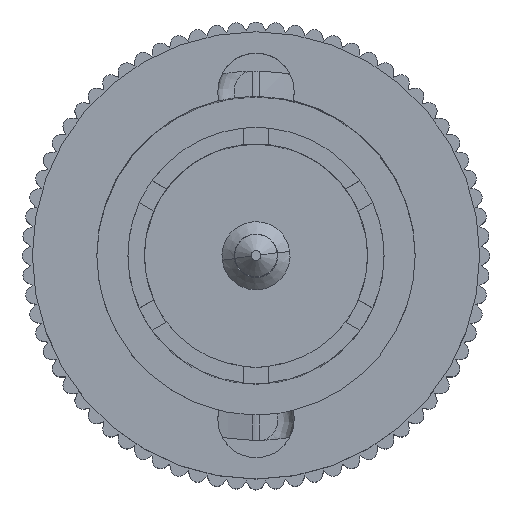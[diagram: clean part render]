
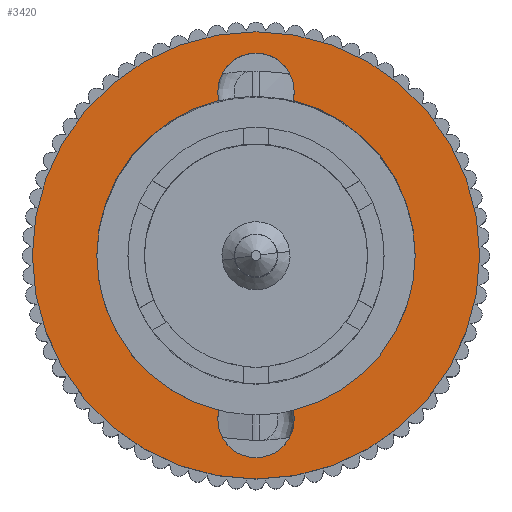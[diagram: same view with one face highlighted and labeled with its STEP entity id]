
A CAD part, top view. The second image highlights one B-rep face of the part: STEP entity #3420.
In plain terms, the highlighted planar face has unit normal (0, 0, 1).
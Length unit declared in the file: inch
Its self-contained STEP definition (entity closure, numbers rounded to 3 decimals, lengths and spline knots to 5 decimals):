
#3198 = DIRECTION ( 'NONE',  ( 1., 0., 0. ) ) ;
#3199 = DIRECTION ( 'NONE',  ( 0., 0., 1. ) ) ;
#3240 = DIRECTION ( 'NONE',  ( 1., 0., 0. ) ) ;
#3241 = DIRECTION ( 'NONE',  ( 0., 0., 1. ) ) ;
#3244 = CARTESIAN_POINT ( 'NONE',  ( 0., 0., 0. ) ) ;
#3245 = AXIS2_PLACEMENT_3D ( 'NONE', #3244, #3241, #3240 ) ;
#3246 = CIRCLE ( 'NONE', #3245, 0.194 ) ;
#3254 = CIRCLE ( 'NONE', #3258, 0.194 ) ;
#3257 = CARTESIAN_POINT ( 'NONE',  ( 0., 0., 0. ) ) ;
#3258 = AXIS2_PLACEMENT_3D ( 'NONE', #3257, #3199, #3198 ) ;
#3278 = CARTESIAN_POINT ( 'NONE',  ( 0.0451, 0.18868, 0. ) ) ;
#3299 = CARTESIAN_POINT ( 'NONE',  ( 0.0451, -0.18868, 0. ) ) ;
#3420 = ADVANCED_FACE ( 'NONE', ( #7678, #7677 ), #7676, .T. ) ;
#3459 = EDGE_LOOP ( 'NONE', ( #3518, #3599, #3669, #3670, #3600, #3516, #3517, #3511, #3512, #3514 ) ) ;
#3492 = EDGE_CURVE ( 'NONE', #3605, #3604, #8075, .T. ) ;
#3510 = EDGE_CURVE ( 'NONE', #5152, #5233, #8099, .T. ) ;
#3511 = ORIENTED_EDGE ( 'NONE', *, *, #5254, .F. ) ;
#3512 = ORIENTED_EDGE ( 'NONE', *, *, #3513, .F. ) ;
#3513 = EDGE_CURVE ( 'NONE', #5051, #5252, #8094, .T. ) ;
#3514 = ORIENTED_EDGE ( 'NONE', *, *, #5050, .F. ) ;
#3515 = EDGE_LOOP ( 'NONE', ( #3596, #3597 ) ) ;
#3516 = ORIENTED_EDGE ( 'NONE', *, *, #5132, .F. ) ;
#3517 = ORIENTED_EDGE ( 'NONE', *, *, #5281, .F. ) ;
#3518 = ORIENTED_EDGE ( 'NONE', *, *, #3601, .F. ) ;
#3596 = ORIENTED_EDGE ( 'NONE', *, *, #3492, .T. ) ;
#3597 = ORIENTED_EDGE ( 'NONE', *, *, #3598, .T. ) ;
#3598 = EDGE_CURVE ( 'NONE', #3604, #3605, #7876, .T. ) ;
#3599 = ORIENTED_EDGE ( 'NONE', *, *, #5237, .F. ) ;
#3600 = ORIENTED_EDGE ( 'NONE', *, *, #5158, .F. ) ;
#3601 = EDGE_CURVE ( 'NONE', #5238, #5056, #7950, .T. ) ;
#3604 = VERTEX_POINT ( 'NONE', #7937 ) ;
#3605 = VERTEX_POINT ( 'NONE', #7936 ) ;
#3669 = ORIENTED_EDGE ( 'NONE', *, *, #5210, .F. ) ;
#3670 = ORIENTED_EDGE ( 'NONE', *, *, #3510, .F. ) ;
#5050 = EDGE_CURVE ( 'NONE', #5056, #5051, #10478, .T. ) ;
#5051 = VERTEX_POINT ( 'NONE', #10473 ) ;
#5056 = VERTEX_POINT ( 'NONE', #10467 ) ;
#5127 = VERTEX_POINT ( 'NONE', #5503 ) ;
#5132 = EDGE_CURVE ( 'NONE', #5165, #5127, #3246, .T. ) ;
#5152 = VERTEX_POINT ( 'NONE', #3278 ) ;
#5158 = EDGE_CURVE ( 'NONE', #5127, #5152, #3254, .T. ) ;
#5165 = VERTEX_POINT ( 'NONE', #3299 ) ;
#5210 = EDGE_CURVE ( 'NONE', #5233, #5225, #12213, .T. ) ;
#5225 = VERTEX_POINT ( 'NONE', #12300 ) ;
#5233 = VERTEX_POINT ( 'NONE', #12287 ) ;
#5237 = EDGE_CURVE ( 'NONE', #5225, #5238, #12276, .T. ) ;
#5238 = VERTEX_POINT ( 'NONE', #12271 ) ;
#5247 = VERTEX_POINT ( 'NONE', #12147 ) ;
#5252 = VERTEX_POINT ( 'NONE', #12198 ) ;
#5254 = EDGE_CURVE ( 'NONE', #5252, #5247, #12197, .T. ) ;
#5281 = EDGE_CURVE ( 'NONE', #5247, #5165, #12247, .T. ) ;
#5503 = CARTESIAN_POINT ( 'NONE',  ( 0.194, 0., 0. ) ) ;
#7672 = DIRECTION ( 'NONE',  ( 1., 0., 0. ) ) ;
#7673 = DIRECTION ( 'NONE',  ( 0., 0., 1. ) ) ;
#7674 = CARTESIAN_POINT ( 'NONE',  ( 0.2725, 0., 0. ) ) ;
#7675 = AXIS2_PLACEMENT_3D ( 'NONE', #7674, #7673, #7672 ) ;
#7676 = PLANE ( 'NONE',  #7675 ) ;
#7677 = FACE_OUTER_BOUND ( 'NONE', #3515, .T. ) ;
#7678 = FACE_BOUND ( 'NONE', #3459, .T. ) ;
#7876 = CIRCLE ( 'NONE', #7954, 0.2725 ) ;
#7936 = CARTESIAN_POINT ( 'NONE',  ( 0.2725, 0., 0. ) ) ;
#7937 = CARTESIAN_POINT ( 'NONE',  ( -0.2725, 0., 0. ) ) ;
#7946 = DIRECTION ( 'NONE',  ( 1., 0., 0. ) ) ;
#7947 = DIRECTION ( 'NONE',  ( 0., 0., 1. ) ) ;
#7948 = CARTESIAN_POINT ( 'NONE',  ( 0., 0., 0. ) ) ;
#7949 = AXIS2_PLACEMENT_3D ( 'NONE', #7948, #7947, #7946 ) ;
#7950 = CIRCLE ( 'NONE', #7949, 0.194 ) ;
#7951 = DIRECTION ( 'NONE',  ( 1., 0., 0. ) ) ;
#7952 = DIRECTION ( 'NONE',  ( 0., 0., 1. ) ) ;
#7953 = CARTESIAN_POINT ( 'NONE',  ( 0., 0., 0. ) ) ;
#7954 = AXIS2_PLACEMENT_3D ( 'NONE', #7953, #7952, #7951 ) ;
#8071 = DIRECTION ( 'NONE',  ( 1., 0., 0. ) ) ;
#8072 = DIRECTION ( 'NONE',  ( 0., 0., 1. ) ) ;
#8073 = CARTESIAN_POINT ( 'NONE',  ( 0., 0., 0. ) ) ;
#8074 = AXIS2_PLACEMENT_3D ( 'NONE', #8073, #8072, #8071 ) ;
#8075 = CIRCLE ( 'NONE', #8074, 0.2725 ) ;
#8090 = DIRECTION ( 'NONE',  ( 1., 0., 0. ) ) ;
#8091 = DIRECTION ( 'NONE',  ( 0., 0., 1. ) ) ;
#8092 = CARTESIAN_POINT ( 'NONE',  ( 0., -0.2, 0. ) ) ;
#8093 = AXIS2_PLACEMENT_3D ( 'NONE', #8092, #8091, #8090 ) ;
#8094 = CIRCLE ( 'NONE', #8093, 0.0465 ) ;
#8095 = DIRECTION ( 'NONE',  ( -1., 0., 0. ) ) ;
#8096 = DIRECTION ( 'NONE',  ( 0., 0., 1. ) ) ;
#8097 = CARTESIAN_POINT ( 'NONE',  ( 0., 0.2, 0. ) ) ;
#8098 = AXIS2_PLACEMENT_3D ( 'NONE', #8097, #8096, #8095 ) ;
#8099 = CIRCLE ( 'NONE', #8098, 0.0465 ) ;
#10467 = CARTESIAN_POINT ( 'NONE',  ( -0.194, 0., 0. ) ) ;
#10473 = CARTESIAN_POINT ( 'NONE',  ( -0.0451, -0.18868, 0. ) ) ;
#10474 = DIRECTION ( 'NONE',  ( 1., 0., 0. ) ) ;
#10475 = DIRECTION ( 'NONE',  ( 0., 0., 1. ) ) ;
#10476 = CARTESIAN_POINT ( 'NONE',  ( 0., 0., 0. ) ) ;
#10477 = AXIS2_PLACEMENT_3D ( 'NONE', #10476, #10475, #10474 ) ;
#10478 = CIRCLE ( 'NONE', #10477, 0.194 ) ;
#12147 = CARTESIAN_POINT ( 'NONE',  ( 0.0465, -0.2, 0. ) ) ;
#12193 = DIRECTION ( 'NONE',  ( 1., 0., 0. ) ) ;
#12194 = DIRECTION ( 'NONE',  ( 0., 0., 1. ) ) ;
#12195 = CARTESIAN_POINT ( 'NONE',  ( 0., -0.2, 0. ) ) ;
#12196 = AXIS2_PLACEMENT_3D ( 'NONE', #12195, #12194, #12193 ) ;
#12197 = CIRCLE ( 'NONE', #12196, 0.0465 ) ;
#12198 = CARTESIAN_POINT ( 'NONE',  ( -0.0465, -0.2, 0. ) ) ;
#12209 = DIRECTION ( 'NONE',  ( -1., 0., 0. ) ) ;
#12210 = DIRECTION ( 'NONE',  ( 0., 0., 1. ) ) ;
#12211 = CARTESIAN_POINT ( 'NONE',  ( 0., 0.2, 0. ) ) ;
#12212 = AXIS2_PLACEMENT_3D ( 'NONE', #12211, #12210, #12209 ) ;
#12213 = CIRCLE ( 'NONE', #12212, 0.0465 ) ;
#12243 = DIRECTION ( 'NONE',  ( 1., 0., 0. ) ) ;
#12244 = DIRECTION ( 'NONE',  ( 0., 0., 1. ) ) ;
#12245 = CARTESIAN_POINT ( 'NONE',  ( 0., -0.2, 0. ) ) ;
#12246 = AXIS2_PLACEMENT_3D ( 'NONE', #12245, #12244, #12243 ) ;
#12247 = CIRCLE ( 'NONE', #12246, 0.0465 ) ;
#12271 = CARTESIAN_POINT ( 'NONE',  ( -0.0451, 0.18868, 0. ) ) ;
#12272 = DIRECTION ( 'NONE',  ( -1., 0., 0. ) ) ;
#12273 = DIRECTION ( 'NONE',  ( 0., 0., 1. ) ) ;
#12274 = CARTESIAN_POINT ( 'NONE',  ( 0., 0.2, 0. ) ) ;
#12275 = AXIS2_PLACEMENT_3D ( 'NONE', #12274, #12273, #12272 ) ;
#12276 = CIRCLE ( 'NONE', #12275, 0.0465 ) ;
#12287 = CARTESIAN_POINT ( 'NONE',  ( 0.0465, 0.2, 0. ) ) ;
#12300 = CARTESIAN_POINT ( 'NONE',  ( -0.0465, 0.2, 0. ) ) ;
